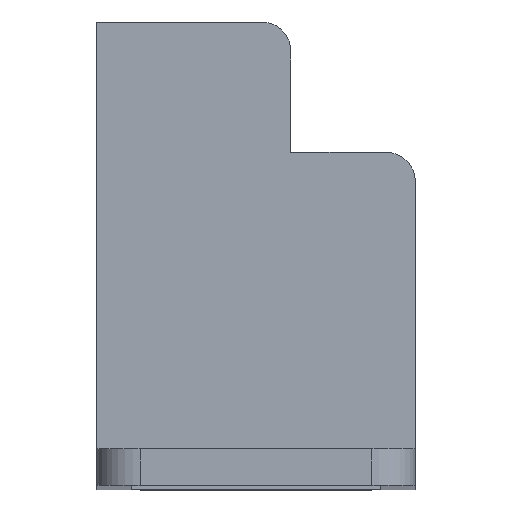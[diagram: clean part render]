
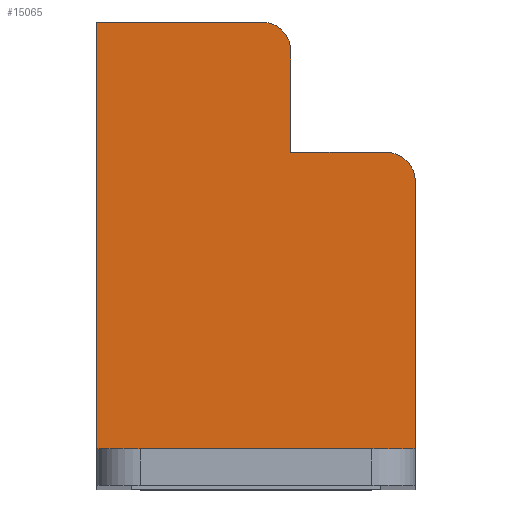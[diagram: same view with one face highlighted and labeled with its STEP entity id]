
A CAD part, top view. The second image highlights one B-rep face of the part: STEP entity #15065.
In plain terms, the highlighted planar face has unit normal (0, 0, 1).
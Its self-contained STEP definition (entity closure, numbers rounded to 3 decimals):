
#905=PLANE('',#16201);
#1693=FACE_OUTER_BOUND('',#2544,.T.);
#2544=EDGE_LOOP('',(#13932,#13933,#13934,#13935,#13936,#13937,#13938,#13939));
#2893=LINE('',#21137,#4670);
#2913=LINE('',#21181,#4690);
#3214=LINE('',#21903,#4991);
#3223=LINE('',#21924,#5000);
#4254=LINE('',#24335,#6031);
#4263=LINE('',#24365,#6040);
#4670=VECTOR('',#16849,10.);
#4690=VECTOR('',#16879,10.);
#4991=VECTOR('',#17494,10.);
#5000=VECTOR('',#17513,10.);
#6031=VECTOR('',#19920,10.);
#6040=VECTOR('',#19957,10.);
#6238=CIRCLE('',#15426,2.);
#6241=CIRCLE('',#15432,2.);
#6733=VERTEX_POINT('',#21134);
#6734=VERTEX_POINT('',#21136);
#6752=VERTEX_POINT('',#21178);
#6753=VERTEX_POINT('',#21180);
#7014=VERTEX_POINT('',#21893);
#7017=VERTEX_POINT('',#21901);
#7024=VERTEX_POINT('',#21920);
#7716=VERTEX_POINT('',#24333);
#8145=EDGE_CURVE('',#6733,#6734,#2893,.T.);
#8167=EDGE_CURVE('',#6752,#6753,#2913,.T.);
#8533=EDGE_CURVE('',#7014,#6733,#6238,.T.);
#8538=EDGE_CURVE('',#7014,#7017,#3214,.T.);
#8547=EDGE_CURVE('',#6753,#7024,#6241,.T.);
#8549=EDGE_CURVE('',#7017,#7024,#3223,.T.);
#9745=EDGE_CURVE('',#6752,#7716,#4254,.T.);
#9761=EDGE_CURVE('',#6734,#7716,#4263,.T.);
#13932=ORIENTED_EDGE('',*,*,#8533,.F.);
#13933=ORIENTED_EDGE('',*,*,#8538,.T.);
#13934=ORIENTED_EDGE('',*,*,#8549,.T.);
#13935=ORIENTED_EDGE('',*,*,#8547,.F.);
#13936=ORIENTED_EDGE('',*,*,#8167,.F.);
#13937=ORIENTED_EDGE('',*,*,#9745,.T.);
#13938=ORIENTED_EDGE('',*,*,#9761,.F.);
#13939=ORIENTED_EDGE('',*,*,#8145,.F.);
#15065=ADVANCED_FACE('',(#1693),#905,.T.);
#15426=AXIS2_PLACEMENT_3D('',#21894,#17485,#17486);
#15432=AXIS2_PLACEMENT_3D('',#21921,#17508,#17509);
#16201=AXIS2_PLACEMENT_3D('',#24516,#20152,#20153);
#16849=DIRECTION('',(0.,-1.,0.));
#16879=DIRECTION('',(1.,0.,0.));
#17485=DIRECTION('center_axis',(0.,0.,-1.));
#17486=DIRECTION('ref_axis',(0.707,0.707,0.));
#17494=DIRECTION('',(-1.,0.,0.));
#17508=DIRECTION('center_axis',(0.,0.,-1.));
#17509=DIRECTION('ref_axis',(0.707,0.707,0.));
#17513=DIRECTION('',(0.,1.,0.));
#19920=DIRECTION('',(0.,-1.,0.));
#19957=DIRECTION('',(-1.,0.,0.));
#20152=DIRECTION('center_axis',(0.,0.,1.));
#20153=DIRECTION('ref_axis',(-1.,0.,0.));
#21134=CARTESIAN_POINT('',(0.,-11.,0.));
#21136=CARTESIAN_POINT('',(0.,-31.,0.));
#21137=CARTESIAN_POINT('',(0.,-14.75,0.));
#21178=CARTESIAN_POINT('',(-22.,0.,0.));
#21180=CARTESIAN_POINT('',(-10.6,0.,0.));
#21181=CARTESIAN_POINT('',(-22.,0.,0.));
#21893=CARTESIAN_POINT('',(-2.,-9.,0.));
#21894=CARTESIAN_POINT('Origin',(-2.,-11.,0.));
#21901=CARTESIAN_POINT('',(-8.6,-9.,0.));
#21903=CARTESIAN_POINT('',(-2.15,-9.,0.));
#21920=CARTESIAN_POINT('',(-8.6,-2.,0.));
#21921=CARTESIAN_POINT('Origin',(-10.6,-2.,0.));
#21924=CARTESIAN_POINT('',(-8.6,0.,0.));
#24333=CARTESIAN_POINT('',(-22.,-31.,0.));
#24335=CARTESIAN_POINT('',(-22.,0.,0.));
#24365=CARTESIAN_POINT('',(0.,-31.,0.));
#24516=CARTESIAN_POINT('Origin',(0.,0.,0.));
